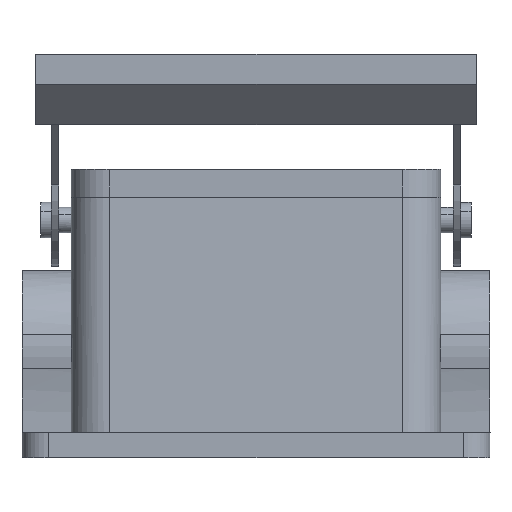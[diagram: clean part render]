
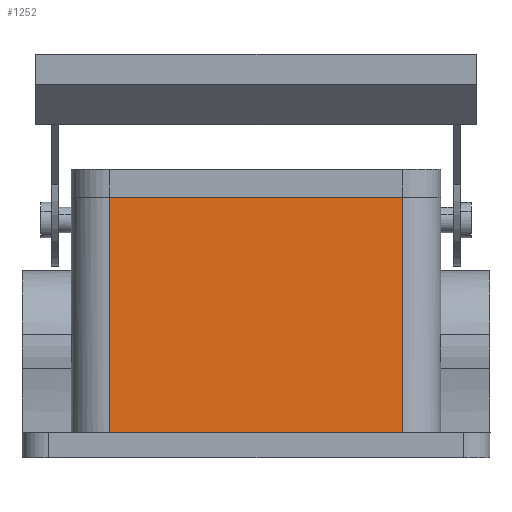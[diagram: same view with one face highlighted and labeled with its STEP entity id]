
A CAD part, left-side view. The second image highlights one B-rep face of the part: STEP entity #1252.
In plain terms, the highlighted planar face has unit normal (-0.999, 0, 0.044).
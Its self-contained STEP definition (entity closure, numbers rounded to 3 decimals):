
#1232=AXIS2_PLACEMENT_3D('Plane Axis2P3D',#1229,#1230,#1231) ;
#666=CARTESIAN_POINT('Line Origine',(17.427,75.25,26.914)) ;
#670=CARTESIAN_POINT('Vertex',(16.47,75.25,5.)) ;
#672=CARTESIAN_POINT('Vertex',(18.5,75.25,51.5)) ;
#1206=CARTESIAN_POINT('Vertex',(16.47,17.25,5.)) ;
#1209=CARTESIAN_POINT('Line Origine',(16.47,46.25,5.)) ;
#1229=CARTESIAN_POINT('Axis2P3D Location',(18.5,46.25,51.5)) ;
#1234=CARTESIAN_POINT('Line Origine',(17.485,17.25,28.25)) ;
#1238=CARTESIAN_POINT('Vertex',(18.5,17.25,51.5)) ;
#1241=CARTESIAN_POINT('Line Origine',(18.5,46.25,51.5)) ;
#667=DIRECTION('Vector Direction',(0.044,0.,0.999)) ;
#1210=DIRECTION('Vector Direction',(0.,1.,0.)) ;
#1230=DIRECTION('Axis2P3D Direction',(-0.999,0.,0.044)) ;
#1231=DIRECTION('Axis2P3D XDirection',(0.,1.,0.)) ;
#1235=DIRECTION('Vector Direction',(-0.044,0.,-0.999)) ;
#1242=DIRECTION('Vector Direction',(0.,1.,0.)) ;
#668=VECTOR('Line Direction',#667,1.) ;
#1211=VECTOR('Line Direction',#1210,1.) ;
#1236=VECTOR('Line Direction',#1235,1.) ;
#1243=VECTOR('Line Direction',#1242,1.) ;
#1247=ORIENTED_EDGE('',*,*,#1240,.F.) ;
#1248=ORIENTED_EDGE('',*,*,#1245,.F.) ;
#1249=ORIENTED_EDGE('',*,*,#674,.F.) ;
#1250=ORIENTED_EDGE('',*,*,#1213,.F.) ;
#1252=ADVANCED_FACE('Housing',(#1251),#1233,.T.) ;
#674=EDGE_CURVE('',#671,#673,#669,.T.) ;
#1213=EDGE_CURVE('',#1207,#671,#1212,.T.) ;
#1240=EDGE_CURVE('',#1239,#1207,#1237,.T.) ;
#1245=EDGE_CURVE('',#673,#1239,#1244,.F.) ;
#1246=EDGE_LOOP('',(#1247,#1248,#1249,#1250)) ;
#1251=FACE_OUTER_BOUND('',#1246,.T.) ;
#669=LINE('Line',#666,#668) ;
#1212=LINE('Line',#1209,#1211) ;
#1237=LINE('Line',#1234,#1236) ;
#1244=LINE('Line',#1241,#1243) ;
#1233=PLANE('',#1232) ;
#671=VERTEX_POINT('',#670) ;
#673=VERTEX_POINT('',#672) ;
#1207=VERTEX_POINT('',#1206) ;
#1239=VERTEX_POINT('',#1238) ;
